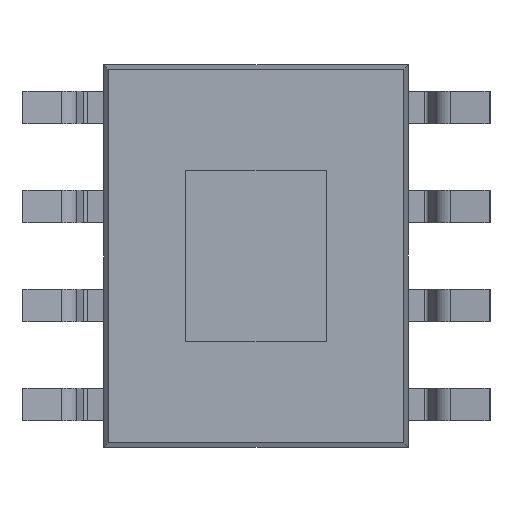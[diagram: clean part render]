
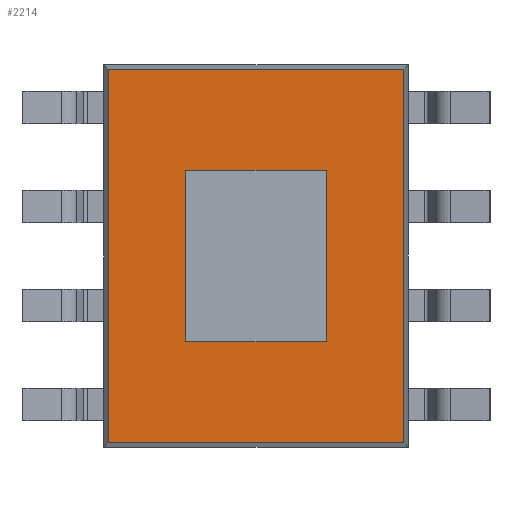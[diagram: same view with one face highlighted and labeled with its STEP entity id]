
A CAD part, front view. The second image highlights one B-rep face of the part: STEP entity #2214.
In plain terms, the highlighted planar face has unit normal (0, -1, 0).
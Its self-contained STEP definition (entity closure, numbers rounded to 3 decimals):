
#26 = DIRECTION ( 'NONE',  ( 0., -1., 0. ) ) ;
#132 = CARTESIAN_POINT ( 'NONE',  ( -0.9, 0.08, 1.1 ) ) ;
#262 = EDGE_LOOP ( 'NONE', ( #3617, #752, #4065, #626 ) ) ;
#286 = EDGE_CURVE ( 'NONE', #1622, #490, #1776, .T. ) ;
#288 = VECTOR ( 'NONE', #3317, 1000. ) ;
#361 = CARTESIAN_POINT ( 'NONE',  ( -0.9, 0.08, -1.1 ) ) ;
#397 = CARTESIAN_POINT ( 'NONE',  ( 0., 0.08, 0. ) ) ;
#402 = DIRECTION ( 'NONE',  ( 0., 0., -1. ) ) ;
#405 = CARTESIAN_POINT ( 'NONE',  ( 0.9, 0.08, 1.1 ) ) ;
#428 = DIRECTION ( 'NONE',  ( 0., 0., 1. ) ) ;
#490 = VERTEX_POINT ( 'NONE', #2740 ) ;
#626 = ORIENTED_EDGE ( 'NONE', *, *, #1045, .F. ) ;
#631 = DIRECTION ( 'NONE',  ( -1., 0., 0. ) ) ;
#752 = ORIENTED_EDGE ( 'NONE', *, *, #3974, .F. ) ;
#778 = EDGE_CURVE ( 'NONE', #1360, #1622, #2546, .T. ) ;
#808 = VERTEX_POINT ( 'NONE', #2029 ) ;
#984 = CARTESIAN_POINT ( 'NONE',  ( -1.897, 0.08, 2.397 ) ) ;
#1045 = EDGE_CURVE ( 'NONE', #2722, #4293, #1704, .T. ) ;
#1054 = DIRECTION ( 'NONE',  ( -1., 0., 0. ) ) ;
#1154 = CARTESIAN_POINT ( 'NONE',  ( 0.9, 0.08, -1.1 ) ) ;
#1360 = VERTEX_POINT ( 'NONE', #2723 ) ;
#1421 = CARTESIAN_POINT ( 'NONE',  ( -0.9, 0.08, -1.1 ) ) ;
#1598 = FACE_OUTER_BOUND ( 'NONE', #4209, .T. ) ;
#1622 = VERTEX_POINT ( 'NONE', #984 ) ;
#1704 = LINE ( 'NONE', #3274, #288 ) ;
#1708 = LINE ( 'NONE', #1154, #2898 ) ;
#1776 = LINE ( 'NONE', #3568, #4247 ) ;
#1858 = VECTOR ( 'NONE', #2504, 1000. ) ;
#1859 = VERTEX_POINT ( 'NONE', #132 ) ;
#1906 = LINE ( 'NONE', #2109, #2269 ) ;
#1909 = VECTOR ( 'NONE', #402, 1000. ) ;
#2006 = LINE ( 'NONE', #1421, #1909 ) ;
#2029 = CARTESIAN_POINT ( 'NONE',  ( 1.897, 0.08, -2.397 ) ) ;
#2052 = ORIENTED_EDGE ( 'NONE', *, *, #3134, .T. ) ;
#2109 = CARTESIAN_POINT ( 'NONE',  ( 1.897, 0.08, -2.45 ) ) ;
#2214 = ADVANCED_FACE ( 'NONE', ( #3762, #1598 ), #4102, .T. ) ;
#2269 = VECTOR ( 'NONE', #428, 1000. ) ;
#2504 = DIRECTION ( 'NONE',  ( 1., 0., 0. ) ) ;
#2544 = CARTESIAN_POINT ( 'NONE',  ( -1.95, 0.08, -2.397 ) ) ;
#2546 = LINE ( 'NONE', #3348, #3597 ) ;
#2722 = VERTEX_POINT ( 'NONE', #361 ) ;
#2723 = CARTESIAN_POINT ( 'NONE',  ( 1.897, 0.08, 2.397 ) ) ;
#2740 = CARTESIAN_POINT ( 'NONE',  ( -1.897, 0.08, -2.397 ) ) ;
#2898 = VECTOR ( 'NONE', #4162, 1000. ) ;
#2952 = LINE ( 'NONE', #3444, #4397 ) ;
#3094 = EDGE_CURVE ( 'NONE', #4293, #3630, #1708, .T. ) ;
#3102 = AXIS2_PLACEMENT_3D ( 'NONE', #397, #26, #3123 ) ;
#3123 = DIRECTION ( 'NONE',  ( 0., 0., -1. ) ) ;
#3134 = EDGE_CURVE ( 'NONE', #490, #808, #4394, .T. ) ;
#3274 = CARTESIAN_POINT ( 'NONE',  ( 0.9, 0.08, -1.1 ) ) ;
#3317 = DIRECTION ( 'NONE',  ( 1., 0., 0. ) ) ;
#3348 = CARTESIAN_POINT ( 'NONE',  ( 1.95, 0.08, 2.397 ) ) ;
#3444 = CARTESIAN_POINT ( 'NONE',  ( 0.9, 0.08, 1.1 ) ) ;
#3568 = CARTESIAN_POINT ( 'NONE',  ( -1.897, 0.08, 2.45 ) ) ;
#3597 = VECTOR ( 'NONE', #631, 1000. ) ;
#3617 = ORIENTED_EDGE ( 'NONE', *, *, #3961, .F. ) ;
#3630 = VERTEX_POINT ( 'NONE', #405 ) ;
#3651 = EDGE_CURVE ( 'NONE', #808, #1360, #1906, .T. ) ;
#3762 = FACE_BOUND ( 'NONE', #262, .T. ) ;
#3961 = EDGE_CURVE ( 'NONE', #1859, #2722, #2006, .T. ) ;
#3974 = EDGE_CURVE ( 'NONE', #3630, #1859, #2952, .T. ) ;
#4065 = ORIENTED_EDGE ( 'NONE', *, *, #3094, .F. ) ;
#4102 = PLANE ( 'NONE',  #3102 ) ;
#4126 = ORIENTED_EDGE ( 'NONE', *, *, #286, .T. ) ;
#4162 = DIRECTION ( 'NONE',  ( 0., 0., 1. ) ) ;
#4208 = DIRECTION ( 'NONE',  ( 0., 0., -1. ) ) ;
#4209 = EDGE_LOOP ( 'NONE', ( #2052, #4230, #4329, #4126 ) ) ;
#4230 = ORIENTED_EDGE ( 'NONE', *, *, #3651, .T. ) ;
#4247 = VECTOR ( 'NONE', #4208, 1000. ) ;
#4293 = VERTEX_POINT ( 'NONE', #4303 ) ;
#4303 = CARTESIAN_POINT ( 'NONE',  ( 0.9, 0.08, -1.1 ) ) ;
#4329 = ORIENTED_EDGE ( 'NONE', *, *, #778, .T. ) ;
#4394 = LINE ( 'NONE', #2544, #1858 ) ;
#4397 = VECTOR ( 'NONE', #1054, 1000. ) ;
